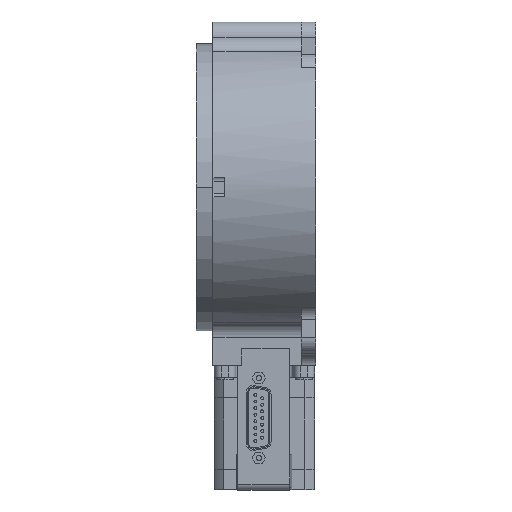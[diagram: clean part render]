
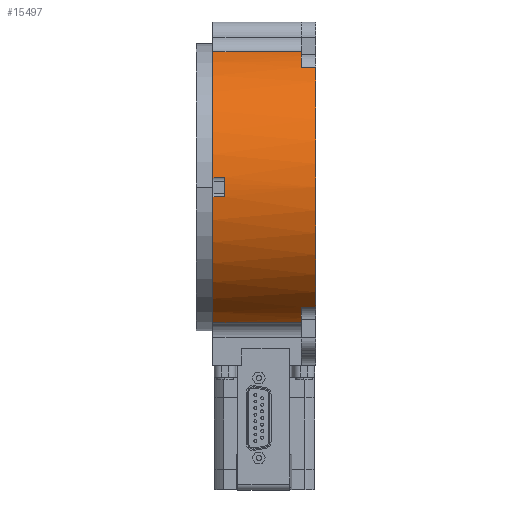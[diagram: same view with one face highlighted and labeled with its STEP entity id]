
A CAD part, left-side view. The second image highlights one B-rep face of the part: STEP entity #15497.
In plain terms, the highlighted cylindrical face has radius 61 mm (diameter 122 mm), a partial arc.
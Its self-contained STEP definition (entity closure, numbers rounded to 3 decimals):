
#100 = VERTEX_POINT ( 'NONE', #8864 ) ;
#117 = DIRECTION ( 'NONE',  ( 0., 0., 1. ) ) ;
#131 = DIRECTION ( 'NONE',  ( 0., 1., 0. ) ) ;
#174 = DIRECTION ( 'NONE',  ( 0., 1., 0. ) ) ;
#274 = DIRECTION ( 'NONE',  ( 0., 0., 1. ) ) ;
#660 = DIRECTION ( 'NONE',  ( 0., 0., 1. ) ) ;
#834 = LINE ( 'NONE', #12763, #10190 ) ;
#1257 = VERTEX_POINT ( 'NONE', #14844 ) ;
#1363 = CARTESIAN_POINT ( 'NONE',  ( -50.105, 0., 34.793 ) ) ;
#1557 = DIRECTION ( 'NONE',  ( 0., 1., 0. ) ) ;
#1615 = ORIENTED_EDGE ( 'NONE', *, *, #10257, .T. ) ;
#1869 = FACE_OUTER_BOUND ( 'NONE', #14464, .T. ) ;
#2421 = VECTOR ( 'NONE', #4946, 1000. ) ;
#2553 = AXIS2_PLACEMENT_3D ( 'NONE', #14184, #15860, #660 ) ;
#2757 = DIRECTION ( 'NONE',  ( 0., -1., 0. ) ) ;
#2841 = CARTESIAN_POINT ( 'NONE',  ( 4.003, 43., 60.869 ) ) ;
#3191 = EDGE_CURVE ( 'NONE', #5447, #6130, #17160, .T. ) ;
#3372 = CARTESIAN_POINT ( 'NONE',  ( -4.003, 43., 60.869 ) ) ;
#3619 = DIRECTION ( 'NONE',  ( 0., -1., 0. ) ) ;
#3649 = EDGE_CURVE ( 'NONE', #14137, #1257, #18000, .T. ) ;
#3721 = EDGE_CURVE ( 'NONE', #18791, #100, #11362, .T. ) ;
#3745 = ORIENTED_EDGE ( 'NONE', *, *, #3721, .T. ) ;
#3779 = ORIENTED_EDGE ( 'NONE', *, *, #6376, .F. ) ;
#4020 = ORIENTED_EDGE ( 'NONE', *, *, #3191, .T. ) ;
#4145 = EDGE_CURVE ( 'NONE', #18791, #1257, #12029, .T. ) ;
#4407 = VECTOR ( 'NONE', #3619, 1000. ) ;
#4781 = CARTESIAN_POINT ( 'NONE',  ( 0., 38., 0. ) ) ;
#4946 = DIRECTION ( 'NONE',  ( 0., 1., 0. ) ) ;
#5013 = DIRECTION ( 'NONE',  ( 0., 0., 1. ) ) ;
#5447 = VERTEX_POINT ( 'NONE', #2841 ) ;
#5451 = DIRECTION ( 'NONE',  ( 0., -1., 0. ) ) ;
#5845 = ORIENTED_EDGE ( 'NONE', *, *, #14580, .T. ) ;
#5924 = AXIS2_PLACEMENT_3D ( 'NONE', #10695, #131, #16724 ) ;
#6060 = VERTEX_POINT ( 'NONE', #14576 ) ;
#6130 = VERTEX_POINT ( 'NONE', #17335 ) ;
#6376 = EDGE_CURVE ( 'NONE', #5447, #11229, #15731, .T. ) ;
#6384 = CARTESIAN_POINT ( 'NONE',  ( 0., 43., 0. ) ) ;
#6905 = AXIS2_PLACEMENT_3D ( 'NONE', #13923, #11045, #5013 ) ;
#7608 = DIRECTION ( 'NONE',  ( 0., 1., 0. ) ) ;
#7625 = ORIENTED_EDGE ( 'NONE', *, *, #3649, .T. ) ;
#7863 = DIRECTION ( 'NONE',  ( 0., 1., 0. ) ) ;
#8012 = AXIS2_PLACEMENT_3D ( 'NONE', #6384, #13911, #12221 ) ;
#8069 = CARTESIAN_POINT ( 'NONE',  ( -4.003, 38., 60.869 ) ) ;
#8169 = ORIENTED_EDGE ( 'NONE', *, *, #15820, .F. ) ;
#8338 = CARTESIAN_POINT ( 'NONE',  ( 50.105, 6., 34.793 ) ) ;
#8352 = CARTESIAN_POINT ( 'NONE',  ( 4.003, 40.5, 60.869 ) ) ;
#8395 = ORIENTED_EDGE ( 'NONE', *, *, #14140, .F. ) ;
#8507 = EDGE_CURVE ( 'NONE', #9896, #6130, #10323, .T. ) ;
#8542 = VECTOR ( 'NONE', #2757, 1000. ) ;
#8864 = CARTESIAN_POINT ( 'NONE',  ( 56.662, 6., 22.593 ) ) ;
#9296 = CARTESIAN_POINT ( 'NONE',  ( 56.662, -29.605, 22.593 ) ) ;
#9594 = AXIS2_PLACEMENT_3D ( 'NONE', #18128, #7863, #16946 ) ;
#9741 = CARTESIAN_POINT ( 'NONE',  ( -56.662, 6., 22.593 ) ) ;
#9846 = EDGE_CURVE ( 'NONE', #11621, #17974, #15432, .T. ) ;
#9896 = VERTEX_POINT ( 'NONE', #8069 ) ;
#10071 = CARTESIAN_POINT ( 'NONE',  ( 56.662, 43., 22.593 ) ) ;
#10190 = VECTOR ( 'NONE', #5451, 1000. ) ;
#10257 = EDGE_CURVE ( 'NONE', #17974, #14137, #834, .T. ) ;
#10323 = CIRCLE ( 'NONE', #18523, 61. ) ;
#10411 = AXIS2_PLACEMENT_3D ( 'NONE', #12145, #7608, #117 ) ;
#10574 = VERTEX_POINT ( 'NONE', #3372 ) ;
#10695 = CARTESIAN_POINT ( 'NONE',  ( 0., 43., 0. ) ) ;
#10746 = CYLINDRICAL_SURFACE ( 'NONE', #8012, 61. ) ;
#11045 = DIRECTION ( 'NONE',  ( 0., 1., 0. ) ) ;
#11229 = VERTEX_POINT ( 'NONE', #10071 ) ;
#11362 = CIRCLE ( 'NONE', #10411, 61. ) ;
#11472 = ORIENTED_EDGE ( 'NONE', *, *, #4145, .F. ) ;
#11538 = EDGE_CURVE ( 'NONE', #9896, #10574, #15192, .T. ) ;
#11621 = VERTEX_POINT ( 'NONE', #9741 ) ;
#12029 = LINE ( 'NONE', #18065, #8542 ) ;
#12145 = CARTESIAN_POINT ( 'NONE',  ( 0., 6., 0. ) ) ;
#12221 = DIRECTION ( 'NONE',  ( 0., 0., -1. ) ) ;
#12366 = LINE ( 'NONE', #9296, #2421 ) ;
#12668 = CARTESIAN_POINT ( 'NONE',  ( -50.105, 6., 34.793 ) ) ;
#12763 = CARTESIAN_POINT ( 'NONE',  ( -50.105, 43., 34.793 ) ) ;
#13911 = DIRECTION ( 'NONE',  ( 0., -1., 0. ) ) ;
#13923 = CARTESIAN_POINT ( 'NONE',  ( 0., 6., 0. ) ) ;
#14137 = VERTEX_POINT ( 'NONE', #1363 ) ;
#14140 = EDGE_CURVE ( 'NONE', #11621, #6060, #16480, .T. ) ;
#14184 = CARTESIAN_POINT ( 'NONE',  ( 0., 0., 0. ) ) ;
#14464 = EDGE_LOOP ( 'NONE', ( #16207, #15698, #8169, #8395, #16151, #1615, #7625, #11472, #3745, #5845, #3779, #4020 ) ) ;
#14576 = CARTESIAN_POINT ( 'NONE',  ( -56.662, 43., 22.593 ) ) ;
#14580 = EDGE_CURVE ( 'NONE', #100, #11229, #12366, .T. ) ;
#14622 = CARTESIAN_POINT ( 'NONE',  ( -56.662, -29.605, 22.593 ) ) ;
#14844 = CARTESIAN_POINT ( 'NONE',  ( 50.105, 0., 34.793 ) ) ;
#14972 = VECTOR ( 'NONE', #174, 1000. ) ;
#15192 = LINE ( 'NONE', #16391, #14972 ) ;
#15432 = CIRCLE ( 'NONE', #6905, 61. ) ;
#15497 = ADVANCED_FACE ( 'NONE', ( #1869 ), #10746, .T. ) ;
#15698 = ORIENTED_EDGE ( 'NONE', *, *, #11538, .T. ) ;
#15731 = CIRCLE ( 'NONE', #5924, 61. ) ;
#15820 = EDGE_CURVE ( 'NONE', #6060, #10574, #17505, .T. ) ;
#15860 = DIRECTION ( 'NONE',  ( 0., 1., 0. ) ) ;
#16151 = ORIENTED_EDGE ( 'NONE', *, *, #9846, .T. ) ;
#16207 = ORIENTED_EDGE ( 'NONE', *, *, #8507, .F. ) ;
#16391 = CARTESIAN_POINT ( 'NONE',  ( -4.003, 40.5, 60.869 ) ) ;
#16480 = LINE ( 'NONE', #14622, #18805 ) ;
#16724 = DIRECTION ( 'NONE',  ( 0., 0., 1. ) ) ;
#16946 = DIRECTION ( 'NONE',  ( 0., 0., 1. ) ) ;
#17160 = LINE ( 'NONE', #8352, #4407 ) ;
#17335 = CARTESIAN_POINT ( 'NONE',  ( 4.003, 38., 60.869 ) ) ;
#17505 = CIRCLE ( 'NONE', #9594, 61. ) ;
#17866 = DIRECTION ( 'NONE',  ( 0., 1., 0. ) ) ;
#17974 = VERTEX_POINT ( 'NONE', #12668 ) ;
#18000 = CIRCLE ( 'NONE', #2553, 61. ) ;
#18065 = CARTESIAN_POINT ( 'NONE',  ( 50.105, 43., 34.793 ) ) ;
#18128 = CARTESIAN_POINT ( 'NONE',  ( 0., 43., 0. ) ) ;
#18523 = AXIS2_PLACEMENT_3D ( 'NONE', #4781, #1557, #274 ) ;
#18791 = VERTEX_POINT ( 'NONE', #8338 ) ;
#18805 = VECTOR ( 'NONE', #17866, 1000. ) ;
